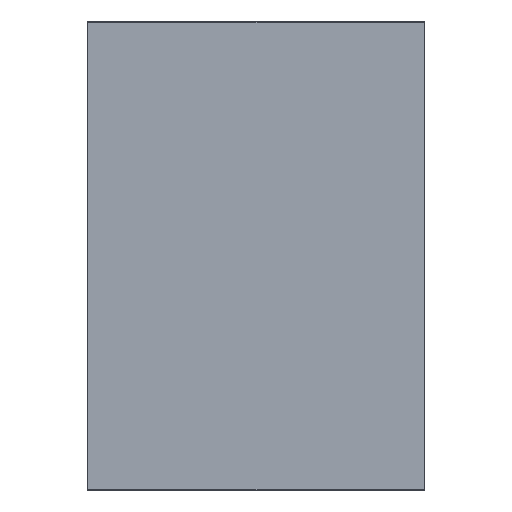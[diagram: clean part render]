
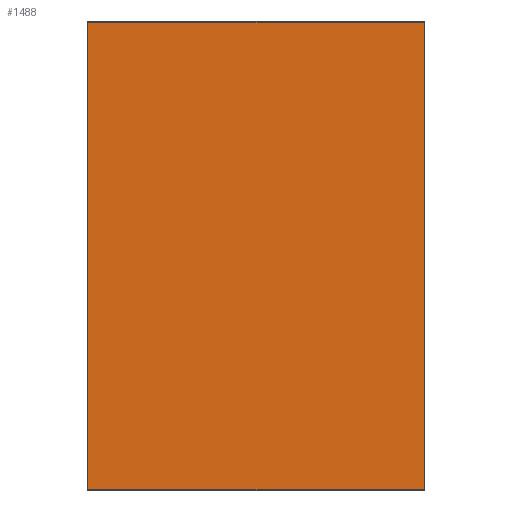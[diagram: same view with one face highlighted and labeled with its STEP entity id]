
A CAD part, left-side view. The second image highlights one B-rep face of the part: STEP entity #1488.
In plain terms, the highlighted planar face has unit normal (-1, 0, 0).
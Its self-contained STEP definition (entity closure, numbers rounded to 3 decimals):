
#55=ORIENTED_EDGE('',*,*,#370,.F.);
#56=ORIENTED_EDGE('',*,*,#353,.F.);
#57=ORIENTED_EDGE('',*,*,#371,.T.);
#58=ORIENTED_EDGE('',*,*,#341,.T.);
#341=EDGE_CURVE('',#500,#499,#605,.T.);
#353=EDGE_CURVE('',#511,#512,#617,.T.);
#370=EDGE_CURVE('',#512,#499,#634,.T.);
#371=EDGE_CURVE('',#511,#500,#635,.T.);
#499=VERTEX_POINT('',#1879);
#500=VERTEX_POINT('',#1881);
#511=VERTEX_POINT('',#1906);
#512=VERTEX_POINT('',#1908);
#605=LINE('',#1880,#761);
#617=LINE('',#1907,#773);
#634=LINE('',#1944,#790);
#635=LINE('',#1945,#791);
#761=VECTOR('',#1605,1000.);
#773=VECTOR('',#1623,1000.);
#790=VECTOR('',#1650,1000.);
#791=VECTOR('',#1651,1000.);
#923=EDGE_LOOP('',(#55,#56,#57,#58));
#981=FACE_BOUND('',#923,.T.);
#1039=PLANE('',#1549);
#1488=ADVANCED_FACE('',(#981),#1039,.T.);
#1549=AXIS2_PLACEMENT_3D('',#1943,#1648,#1649);
#1605=DIRECTION('',(0.,1.,0.));
#1623=DIRECTION('',(0.,1.,0.));
#1648=DIRECTION('',(-1.,0.,0.));
#1649=DIRECTION('',(0.,0.,1.));
#1650=DIRECTION('',(0.,0.,1.));
#1651=DIRECTION('',(0.,0.,1.));
#1879=CARTESIAN_POINT('',(-1.,0.45,0.625));
#1880=CARTESIAN_POINT('',(-1.,-0.45,0.625));
#1881=CARTESIAN_POINT('',(-1.,-0.45,0.625));
#1906=CARTESIAN_POINT('',(-1.,-0.45,-0.625));
#1907=CARTESIAN_POINT('',(-1.,-0.45,-0.625));
#1908=CARTESIAN_POINT('',(-1.,0.45,-0.625));
#1943=CARTESIAN_POINT('',(-1.,-0.45,-0.625));
#1944=CARTESIAN_POINT('',(-1.,0.45,-0.625));
#1945=CARTESIAN_POINT('',(-1.,-0.45,-0.625));
